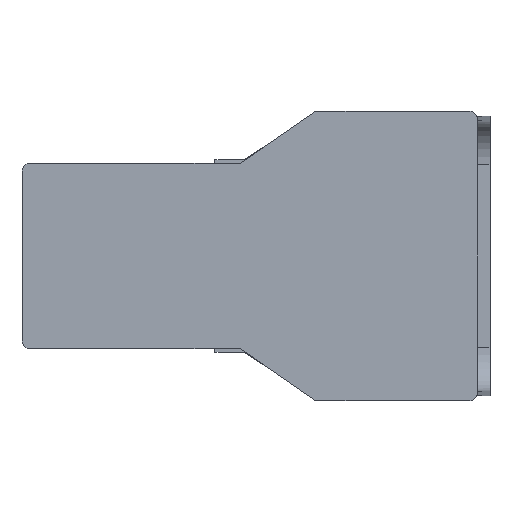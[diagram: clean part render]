
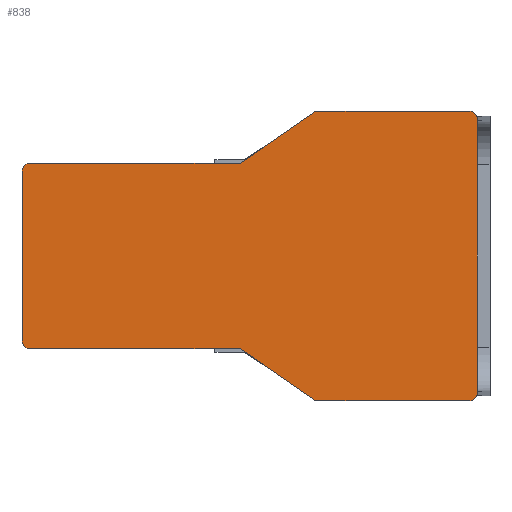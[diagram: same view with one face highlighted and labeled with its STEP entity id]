
A CAD part, front view. The second image highlights one B-rep face of the part: STEP entity #838.
In plain terms, the highlighted planar face has unit normal (0, -1, 0).
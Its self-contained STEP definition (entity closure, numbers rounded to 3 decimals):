
#838 = ADVANCED_FACE( '', ( #1841 ), #1842, .F. );
#1841 = FACE_OUTER_BOUND( '', #3104, .T. );
#1842 = PLANE( '', #3105 );
#3104 = EDGE_LOOP( '', ( #5270, #5271, #5272, #5273, #5274, #5275, #5276, #5277, #5278, #5279, #5280, #5281 ) );
#3105 = AXIS2_PLACEMENT_3D( '', #5282, #5283, #5284 );
#5270 = ORIENTED_EDGE( '', *, *, #7749, .F. );
#5271 = ORIENTED_EDGE( '', *, *, #7750, .F. );
#5272 = ORIENTED_EDGE( '', *, *, #7751, .F. );
#5273 = ORIENTED_EDGE( '', *, *, #7752, .F. );
#5274 = ORIENTED_EDGE( '', *, *, #7753, .F. );
#5275 = ORIENTED_EDGE( '', *, *, #6976, .F. );
#5276 = ORIENTED_EDGE( '', *, *, #7754, .F. );
#5277 = ORIENTED_EDGE( '', *, *, #7485, .F. );
#5278 = ORIENTED_EDGE( '', *, *, #7466, .F. );
#5279 = ORIENTED_EDGE( '', *, *, #7474, .F. );
#5280 = ORIENTED_EDGE( '', *, *, #7539, .F. );
#5281 = ORIENTED_EDGE( '', *, *, #7543, .F. );
#5282 = CARTESIAN_POINT( '', ( -71., 0., -232. ) );
#5283 = DIRECTION( '', ( 0., 1., 0. ) );
#5284 = DIRECTION( '', ( 0., 0., 1. ) );
#6976 = EDGE_CURVE( '', #8230, #8231, #8232, .T. );
#7466 = EDGE_CURVE( '', #9061, #9062, #9063, .T. );
#7474 = EDGE_CURVE( '', #9073, #9061, #9074, .T. );
#7485 = EDGE_CURVE( '', #9062, #9089, #9090, .T. );
#7539 = EDGE_CURVE( '', #9173, #9073, #9174, .T. );
#7543 = EDGE_CURVE( '', #9179, #9173, #9180, .T. );
#7749 = EDGE_CURVE( '', #9487, #9179, #9488, .T. );
#7750 = EDGE_CURVE( '', #9489, #9487, #9490, .T. );
#7751 = EDGE_CURVE( '', #9491, #9489, #9492, .T. );
#7752 = EDGE_CURVE( '', #9493, #9491, #9494, .T. );
#7753 = EDGE_CURVE( '', #8231, #9493, #9495, .T. );
#7754 = EDGE_CURVE( '', #9089, #8230, #9496, .T. );
#8230 = VERTEX_POINT( '', #10073 );
#8231 = VERTEX_POINT( '', #10074 );
#8232 = LINE( '', #10075, #10076 );
#9061 = VERTEX_POINT( '', #11274 );
#9062 = VERTEX_POINT( '', #11275 );
#9063 = CIRCLE( '', #11276, 4. );
#9073 = VERTEX_POINT( '', #11290 );
#9074 = LINE( '', #11291, #11292 );
#9089 = VERTEX_POINT( '', #11315 );
#9090 = LINE( '', #11316, #11317 );
#9173 = VERTEX_POINT( '', #11438 );
#9174 = LINE( '', #11439, #11440 );
#9179 = VERTEX_POINT( '', #11447 );
#9180 = LINE( '', #11448, #11449 );
#9487 = VERTEX_POINT( '', #11900 );
#9488 = CIRCLE( '', #11901, 4. );
#9489 = VERTEX_POINT( '', #11902 );
#9490 = LINE( '', #11903, #11904 );
#9491 = VERTEX_POINT( '', #11905 );
#9492 = CIRCLE( '', #11906, 4. );
#9493 = VERTEX_POINT( '', #11907 );
#9494 = LINE( '', #11908, #11909 );
#9495 = LINE( '', #11910, #11911 );
#9496 = CIRCLE( '', #11912, 4. );
#10073 = CARTESIAN_POINT( '', ( 48., 0., -4. ) );
#10074 = CARTESIAN_POINT( '', ( 48., 0., -113. ) );
#10075 = CARTESIAN_POINT( '', ( 48., 0., -4. ) );
#10076 = VECTOR( '', #12656, 1000. );
#11274 = CARTESIAN_POINT( '', ( -48., 0., -4. ) );
#11275 = CARTESIAN_POINT( '', ( -44., 0., 0. ) );
#11276 = AXIS2_PLACEMENT_3D( '', #13193, #13194, #13195 );
#11290 = CARTESIAN_POINT( '', ( -48., 0., -113. ) );
#11291 = CARTESIAN_POINT( '', ( -48., 0., -113. ) );
#11292 = VECTOR( '', #13203, 1000. );
#11315 = CARTESIAN_POINT( '', ( 44., 0., 0. ) );
#11316 = CARTESIAN_POINT( '', ( -44., 0., 0. ) );
#11317 = VECTOR( '', #13212, 1000. );
#11438 = CARTESIAN_POINT( '', ( -75., 0., -152.25 ) );
#11439 = CARTESIAN_POINT( '', ( -75., 0., -152.25 ) );
#11440 = VECTOR( '', #13272, 1000. );
#11447 = CARTESIAN_POINT( '', ( -75., 0., -232. ) );
#11448 = CARTESIAN_POINT( '', ( -75., 0., -232. ) );
#11449 = VECTOR( '', #13275, 1000. );
#11900 = CARTESIAN_POINT( '', ( -71., 0., -236. ) );
#11901 = AXIS2_PLACEMENT_3D( '', #13468, #13469, #13470 );
#11902 = CARTESIAN_POINT( '', ( 71., 0., -236. ) );
#11903 = CARTESIAN_POINT( '', ( 71., 0., -236. ) );
#11904 = VECTOR( '', #13471, 1000. );
#11905 = CARTESIAN_POINT( '', ( 75., 0., -232. ) );
#11906 = AXIS2_PLACEMENT_3D( '', #13472, #13473, #13474 );
#11907 = CARTESIAN_POINT( '', ( 75., 0., -152.25 ) );
#11908 = CARTESIAN_POINT( '', ( 75., 0., -152.25 ) );
#11909 = VECTOR( '', #13475, 1000. );
#11910 = CARTESIAN_POINT( '', ( 48., 0., -113. ) );
#11911 = VECTOR( '', #13476, 1000. );
#11912 = AXIS2_PLACEMENT_3D( '', #13477, #13478, #13479 );
#12656 = DIRECTION( '', ( 0., 0., -1. ) );
#13193 = CARTESIAN_POINT( '', ( -44., 0., -4. ) );
#13194 = DIRECTION( '', ( 0., 1., 0. ) );
#13195 = DIRECTION( '', ( 1., 0., 0. ) );
#13203 = DIRECTION( '', ( 0., 0., 1. ) );
#13212 = DIRECTION( '', ( 1., 0., 0. ) );
#13272 = DIRECTION( '', ( 0.567, 0., 0.824 ) );
#13275 = DIRECTION( '', ( 0., 0., 1. ) );
#13468 = CARTESIAN_POINT( '', ( -71., 0., -232. ) );
#13469 = DIRECTION( '', ( 0., 1., 0. ) );
#13470 = DIRECTION( '', ( 1., 0., 0. ) );
#13471 = DIRECTION( '', ( -1., 0., 0. ) );
#13472 = CARTESIAN_POINT( '', ( 71., 0., -232. ) );
#13473 = DIRECTION( '', ( 0., 1., 0. ) );
#13474 = DIRECTION( '', ( 1., 0., 0. ) );
#13475 = DIRECTION( '', ( 0., 0., -1. ) );
#13476 = DIRECTION( '', ( 0.567, 0., -0.824 ) );
#13477 = CARTESIAN_POINT( '', ( 44., 0., -4. ) );
#13478 = DIRECTION( '', ( 0., 1., 0. ) );
#13479 = DIRECTION( '', ( 1., 0., 0. ) );
